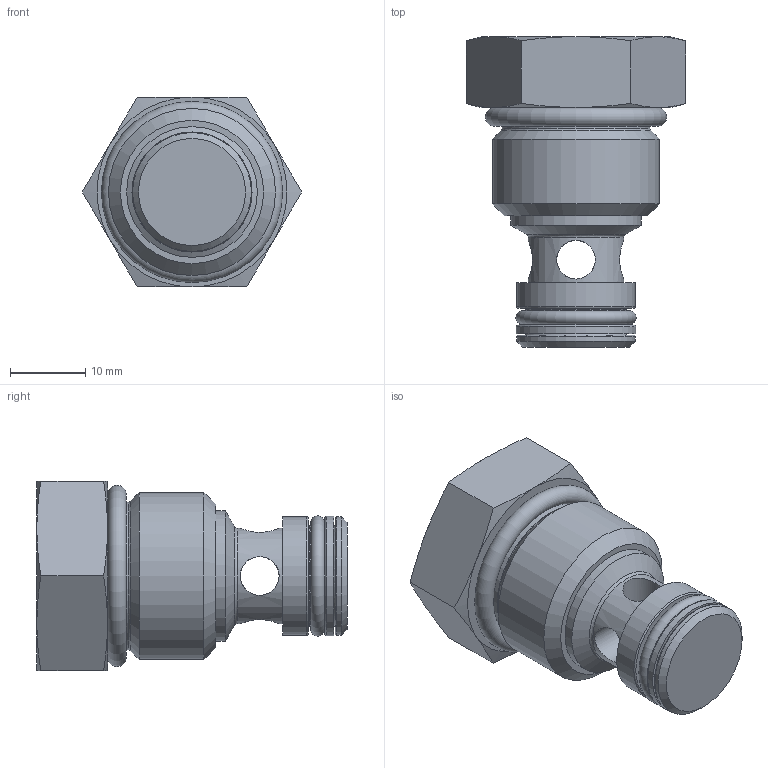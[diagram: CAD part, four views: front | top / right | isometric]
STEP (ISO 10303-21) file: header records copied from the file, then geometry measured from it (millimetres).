
FILE_DESCRIPTION((''),'2;1');
FILE_NAME('dcv-100-pb-n-5_10177-92_RA.stp','2012-05-30T14:40:10',('mmartin'),(''),'Autodesk Inventor 2010','Autodesk Inventor 2010','');
FILE_SCHEMA(('AUTOMOTIVE_DESIGN { 1 0 10303 214 1 1 1 1 }'));
Length unit declared in the file: inch
Products named in the file (1): 10177-92_Shrinkwrap
Bounding box: 29.18 x 41.27 x 25.27 mm (x, y, z)
Volume: 13223.7 mm3; surface area: 4648.9 mm2
Topology: 1 solids, 1 shells, 56 faces, 124 edges, 73 vertices
Faces by surface type: cone 16, plane 14, cylinder 14, torus 6, bspline 6
Full cylindrical faces by diameter (mm): 5.156 x4, 12.7 x1, 13.31 x2, 15.799 x2, 15.875 x1, 17.386 x1, 19.634 x2, 22.225 x1
Entity records: 1647 total; most frequent: CARTESIAN_POINT 628, DIRECTION 204, ORIENTED_EDGE 164, AXIS2_PLACEMENT_3D 99, EDGE_LOOP 96, EDGE_CURVE 82, VERTEX_POINT 62, FACE_OUTER_BOUND 56
